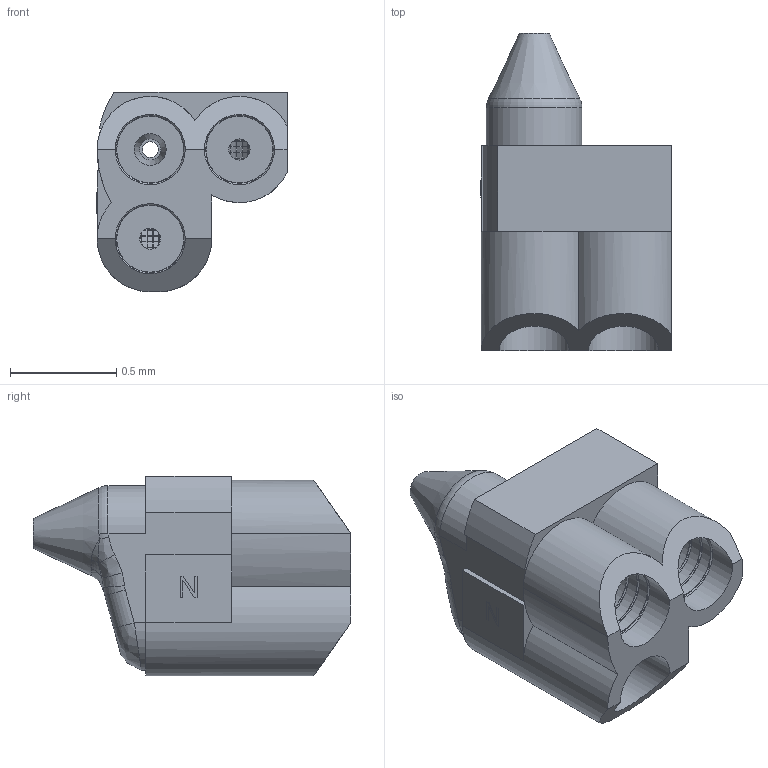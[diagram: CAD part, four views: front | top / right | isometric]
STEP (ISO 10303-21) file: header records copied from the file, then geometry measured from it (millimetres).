
FILE_DESCRIPTION(/* description */ (''),/* implementation_level */ '2;1');
FILE_NAME(/* name */ 'MVED_N-100-120-75-100-13_3-D10000000864062_A001.stp',/* time_stamp */ '2023-08-28T17:49:53+02:00',/* author */ (''),/* organization */ (''),/* preprocessor_version */ 'ST-DEVELOPER v18.1',/* originating_system */ 'SIEMENS PLM Software NX 2000',/* authorisation */ '');
FILE_SCHEMA (('AUTOMOTIVE_DESIGN { 1 0 10303 214 3 1 1 1 }'));
Length unit declared in the file: millimetre
Products named in the file (1): MVED_N-100-120-75-100-13_3-D10000000864062_A001
Bounding box: 0.9 x 1.5 x 0.94 mm (x, y, z)
Volume: 0.4 mm3; surface area: 9 mm2
Topology: 1 solids, 1 shells, 555 faces, 1697 edges, 1070 vertices
Faces by surface type: plane 361, bspline 71, cylinder 53, cone 46, torus 24
Full cylindrical faces by diameter (mm): 0.075 x1, 0.1 x1, 0.115 x1, 0.18 x1, 0.22 x1, 0.33 x15, 0.35 x1
Entity records: 20817 total; most frequent: CARTESIAN_POINT 6333, ORIENTED_EDGE 3228, DIRECTION 2631, EDGE_CURVE 1614, VERTEX_POINT 1055, LINE 971, VECTOR 971, AXIS2_PLACEMENT_3D 830
